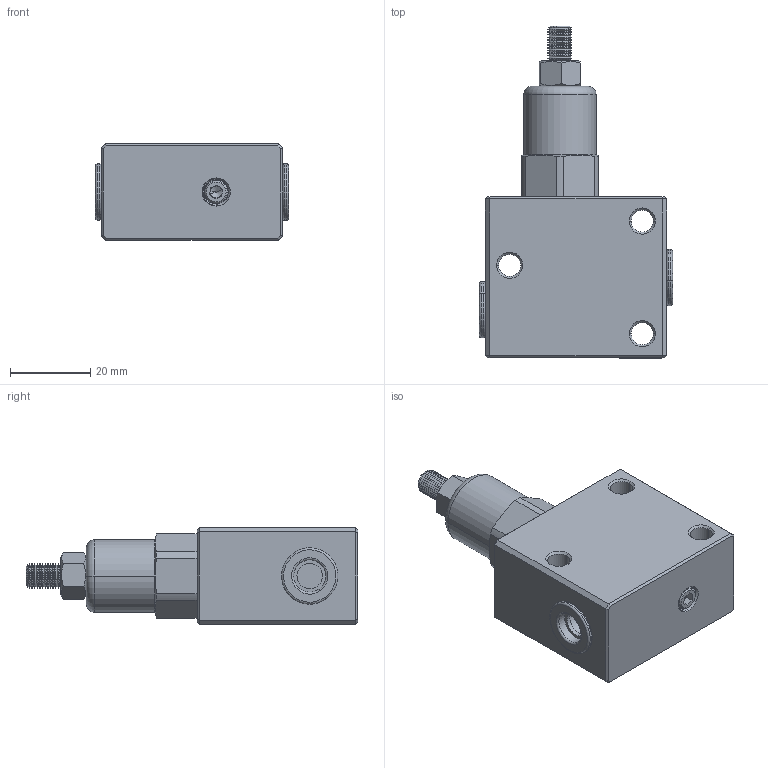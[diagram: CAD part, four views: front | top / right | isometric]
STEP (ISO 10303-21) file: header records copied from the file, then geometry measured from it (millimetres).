
FILE_DESCRIPTION (( 'STEP AP203' ), '1' );
FILE_NAME ('CLSV-B油压顺序阀三维图.STEP', '2013-10-17T07:16:05', ( '微软中国' ), ( '微软用户' ), 'SwSTEP 2.0', 'SolidWorks 2012', '' );
FILE_SCHEMA (( 'CONFIG_CONTROL_DESIGN' ));
Length unit declared in the file: millimetre
Products named in the file (14): hexagon nuts grade c gb_GB_FASTENER_NUT_SNC1 M6-S; hex socket set screws with flat point gb11_GB_FASTENER_SCREWS_HSFP M6X6-S; 掛极裔; 概郋躇裔猾; CLSV-B油压顺序阀三维图; 1x4; 掛极334; hex socket set screws with flat point gb_GB_FASTENER_SCREWS_HSFP M6X25-S; 錨璃4; 粟銅1奻絳翐; 粟銅1狟絳翐; 概郋; 試紩; 粟2
Assembly tree (14 placements, depth 2):
  CLSV-B油压顺序阀三维图
    hex socket set screws with flat point gb11_GB_FASTENER_SCREWS_HSFP M6X6-S
    粟2
    試紩
    概郋
    掛极裔
    概郋躇裔猾
    粟銅1狟絳翐
    粟銅1奻絳翐
    錨璃4
    hex socket set screws with flat point gb_GB_FASTENER_SCREWS_HSFP M6X25-S
    hexagon nuts grade c gb_GB_FASTENER_NUT_SNC1 M6-S
    掛极334
    1x4  x2
Bounding box: 48 x 82.5 x 24 mm (x, y, z)
Volume: 45318.3 mm3; surface area: 21968.3 mm2
Topology: 14 solids, 14 shells, 770 faces, 1718 edges, 992 vertices
Faces by surface type: cylinder 298, cone 287, plane 117, torus 46, bspline 20, sphere 2
Entity records: 33119 total; most frequent: CARTESIAN_POINT 15582, DIRECTION 3502, ORIENTED_EDGE 3318, EDGE_CURVE 1659, AXIS2_PLACEMENT_3D 1398, VERTEX_POINT 961, EDGE_LOOP 788, ADVANCED_FACE 746
